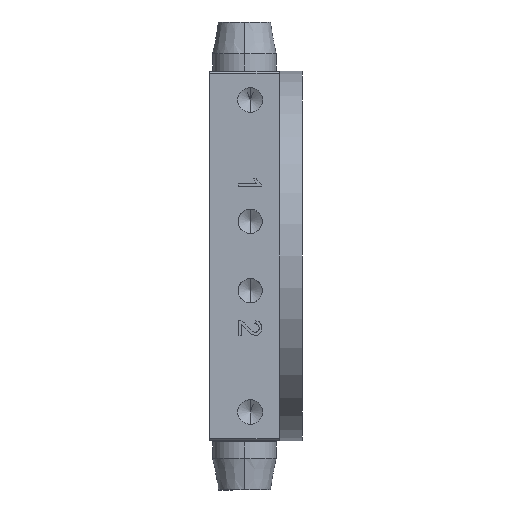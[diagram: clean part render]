
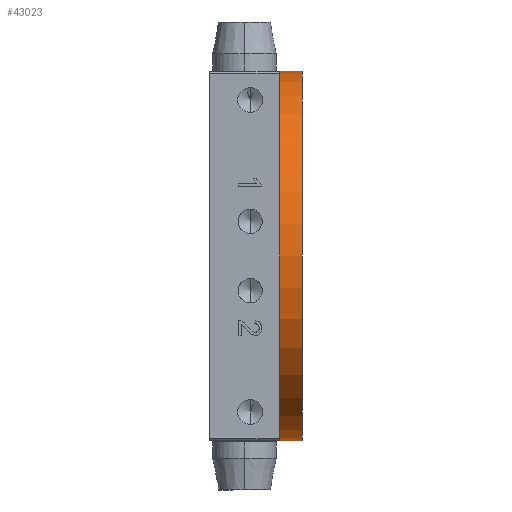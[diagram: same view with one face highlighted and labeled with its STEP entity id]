
A CAD part, left-side view. The second image highlights one B-rep face of the part: STEP entity #43023.
In plain terms, the highlighted cylindrical face has radius 32 mm (diameter 64 mm), a partial arc.
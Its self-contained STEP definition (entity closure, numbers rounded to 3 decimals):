
#108 = CARTESIAN_POINT ( 'NONE',  ( 0., 0.5, 32. ) ) ;
#948 = ORIENTED_EDGE ( 'NONE', *, *, #17885, .T. ) ;
#2285 = LINE ( 'NONE', #40443, #31767 ) ;
#2785 = ORIENTED_EDGE ( 'NONE', *, *, #23559, .F. ) ;
#2830 = CARTESIAN_POINT ( 'NONE',  ( 0., 0., 32. ) ) ;
#3133 = FACE_OUTER_BOUND ( 'NONE', #17026, .T. ) ;
#3392 = CARTESIAN_POINT ( 'NONE',  ( -0.496, 1., 31.996 ) ) ;
#3992 = CARTESIAN_POINT ( 'NONE',  ( 0., 4., 32. ) ) ;
#5090 = CARTESIAN_POINT ( 'NONE',  ( 0., 4., -32. ) ) ;
#5824 = CARTESIAN_POINT ( 'NONE',  ( -32., 4., 0. ) ) ;
#6293 = VECTOR ( 'NONE', #24721, 1000. ) ;
#6606 = CARTESIAN_POINT ( 'NONE',  ( -0.496, 3.63, 31.996 ) ) ;
#7362 = DIRECTION ( 'NONE',  ( 0., 1., 0. ) ) ;
#10440 = EDGE_CURVE ( 'NONE', #40473, #44771, #22212, .T. ) ;
#11434 = VERTEX_POINT ( 'NONE', #108 ) ;
#12210 = ORIENTED_EDGE ( 'NONE', *, *, #17040, .F. ) ;
#12541 = ORIENTED_EDGE ( 'NONE', *, *, #16764, .T. ) ;
#12641 = CARTESIAN_POINT ( 'NONE',  ( 0., 4., 0. ) ) ;
#12702 = CIRCLE ( 'NONE', #23682, 32. ) ;
#12994 = CARTESIAN_POINT ( 'NONE',  ( -0.496, 1., 31.996 ) ) ;
#13046 = CARTESIAN_POINT ( 'NONE',  ( -0.496, 0.87, 31.996 ) ) ;
#13114 = CARTESIAN_POINT ( 'NONE',  ( -0.443, 0.74, 31.997 ) ) ;
#13149 = CARTESIAN_POINT ( 'NONE',  ( -0.26, 0.555, 31.999 ) ) ;
#13214 = CARTESIAN_POINT ( 'NONE',  ( 0., 0.5, 32. ) ) ;
#13377 = CARTESIAN_POINT ( 'NONE',  ( -0.131, 0.5, 32. ) ) ;
#13551 = DIRECTION ( 'NONE',  ( 0., 1., 0. ) ) ;
#13780 = CARTESIAN_POINT ( 'NONE',  ( 0., 14.761, -32. ) ) ;
#14240 = EDGE_CURVE ( 'NONE', #40473, #30225, #29468, .T. ) ;
#14976 = DIRECTION ( 'NONE',  ( 0., 1., 0. ) ) ;
#16317 = AXIS2_PLACEMENT_3D ( 'NONE', #12641, #38233, #16332 ) ;
#16332 = DIRECTION ( 'NONE',  ( 0., 0., 1. ) ) ;
#16367 = ORIENTED_EDGE ( 'NONE', *, *, #44649, .T. ) ;
#16764 = EDGE_CURVE ( 'NONE', #11434, #24925, #18519, .T. ) ;
#17026 = EDGE_LOOP ( 'NONE', ( #18467, #38031, #16367, #12541, #948, #47358, #12210, #2785 ) ) ;
#17040 = EDGE_CURVE ( 'NONE', #45060, #25012, #12702, .T. ) ;
#17766 = CARTESIAN_POINT ( 'NONE',  ( -0.443, 3.76, 31.997 ) ) ;
#17885 = EDGE_CURVE ( 'NONE', #24925, #40567, #44008, .T. ) ;
#17957 = EDGE_CURVE ( 'NONE', #40567, #25012, #36613, .T. ) ;
#18017 = CARTESIAN_POINT ( 'NONE',  ( 0., 4., 0. ) ) ;
#18467 = ORIENTED_EDGE ( 'NONE', *, *, #14240, .F. ) ;
#18519 = B_SPLINE_CURVE_WITH_KNOTS ( 'NONE', 3,
 ( #13214, #13377, #13149, #13114, #13046, #12994 ),
 .UNSPECIFIED., .F., .F.,
 ( 4, 2, 4 ),
 ( 0.001, 0.001, 0.002 ),
 .UNSPECIFIED. ) ;
#20130 = AXIS2_PLACEMENT_3D ( 'NONE', #43763, #7362, #32868 ) ;
#21499 = CARTESIAN_POINT ( 'NONE',  ( -0.131, 4., 32. ) ) ;
#21638 = CYLINDRICAL_SURFACE ( 'NONE', #20130, 32. ) ;
#21767 = DIRECTION ( 'NONE',  ( 0., 0., 1. ) ) ;
#22212 = CIRCLE ( 'NONE', #31120, 32. ) ;
#23559 = EDGE_CURVE ( 'NONE', #30225, #45060, #27923, .T. ) ;
#23682 = AXIS2_PLACEMENT_3D ( 'NONE', #18017, #43431, #21767 ) ;
#24721 = DIRECTION ( 'NONE',  ( 0., 1., 0. ) ) ;
#24925 = VERTEX_POINT ( 'NONE', #3392 ) ;
#25012 = VERTEX_POINT ( 'NONE', #3992 ) ;
#27923 = CIRCLE ( 'NONE', #16317, 32. ) ;
#29468 = LINE ( 'NONE', #13780, #37905 ) ;
#30225 = VERTEX_POINT ( 'NONE', #5090 ) ;
#30888 = CARTESIAN_POINT ( 'NONE',  ( 0., 0., -32. ) ) ;
#31120 = AXIS2_PLACEMENT_3D ( 'NONE', #34589, #34546, #34531 ) ;
#31767 = VECTOR ( 'NONE', #14976, 1000. ) ;
#32148 = CARTESIAN_POINT ( 'NONE',  ( -0.496, 14.761, 31.996 ) ) ;
#32868 = DIRECTION ( 'NONE',  ( 0., 0., 1. ) ) ;
#34531 = DIRECTION ( 'NONE',  ( 0., 0., 1. ) ) ;
#34546 = DIRECTION ( 'NONE',  ( 0., 1., 0. ) ) ;
#34589 = CARTESIAN_POINT ( 'NONE',  ( 0., 0., 0. ) ) ;
#34667 = CARTESIAN_POINT ( 'NONE',  ( -0.496, 3.5, 31.996 ) ) ;
#36613 = B_SPLINE_CURVE_WITH_KNOTS ( 'NONE', 3,
 ( #42880, #6606, #17766, #43184, #21499, #46816 ),
 .UNSPECIFIED., .F., .F.,
 ( 4, 2, 4 ),
 ( 0., 0., 0.001 ),
 .UNSPECIFIED. ) ;
#37905 = VECTOR ( 'NONE', #13551, 1000. ) ;
#38031 = ORIENTED_EDGE ( 'NONE', *, *, #10440, .T. ) ;
#38233 = DIRECTION ( 'NONE',  ( 0., 1., 0. ) ) ;
#40443 = CARTESIAN_POINT ( 'NONE',  ( 0., 14.761, 32. ) ) ;
#40473 = VERTEX_POINT ( 'NONE', #30888 ) ;
#40567 = VERTEX_POINT ( 'NONE', #34667 ) ;
#42880 = CARTESIAN_POINT ( 'NONE',  ( -0.496, 3.5, 31.996 ) ) ;
#43023 = ADVANCED_FACE ( 'NONE', ( #3133 ), #21638, .T. ) ;
#43184 = CARTESIAN_POINT ( 'NONE',  ( -0.26, 3.945, 31.999 ) ) ;
#43431 = DIRECTION ( 'NONE',  ( 0., 1., 0. ) ) ;
#43763 = CARTESIAN_POINT ( 'NONE',  ( 0., 14.761, 0. ) ) ;
#44008 = LINE ( 'NONE', #32148, #6293 ) ;
#44649 = EDGE_CURVE ( 'NONE', #44771, #11434, #2285, .T. ) ;
#44771 = VERTEX_POINT ( 'NONE', #2830 ) ;
#45060 = VERTEX_POINT ( 'NONE', #5824 ) ;
#46816 = CARTESIAN_POINT ( 'NONE',  ( 0., 4., 32. ) ) ;
#47358 = ORIENTED_EDGE ( 'NONE', *, *, #17957, .T. ) ;
